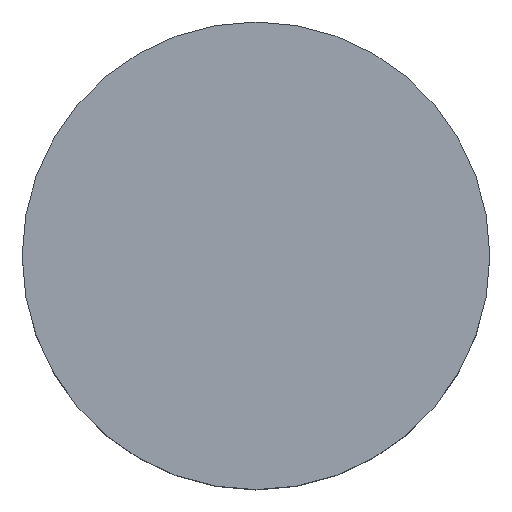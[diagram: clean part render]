
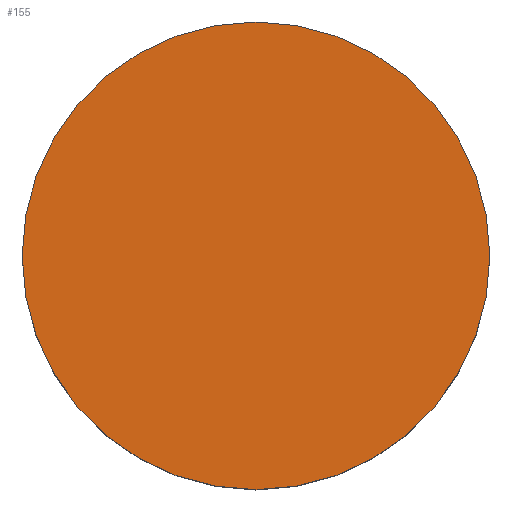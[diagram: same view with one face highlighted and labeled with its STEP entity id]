
A CAD part, top view. The second image highlights one B-rep face of the part: STEP entity #155.
In plain terms, the highlighted planar face has unit normal (0, 0, 1).
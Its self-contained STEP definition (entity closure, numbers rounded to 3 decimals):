
#1 = AXIS2_PLACEMENT_3D ( 'NONE', #16, #127, #154 ) ;
#3 = DIRECTION ( 'NONE',  ( 0., 0., 1. ) ) ;
#16 = CARTESIAN_POINT ( 'NONE',  ( 0., 0., 0. ) ) ;
#18 = CARTESIAN_POINT ( 'NONE',  ( 0., 0., 0. ) ) ;
#25 = DIRECTION ( 'NONE',  ( 1., 0., 0. ) ) ;
#28 = VERTEX_POINT ( 'NONE', #74 ) ;
#32 = AXIS2_PLACEMENT_3D ( 'NONE', #18, #3, #94 ) ;
#49 = AXIS2_PLACEMENT_3D ( 'NONE', #93, #108, #25 ) ;
#59 = ORIENTED_EDGE ( 'NONE', *, *, #124, .T. ) ;
#65 = FACE_OUTER_BOUND ( 'NONE', #136, .T. ) ;
#74 = CARTESIAN_POINT ( 'NONE',  ( -2.5, 0., 0. ) ) ;
#93 = CARTESIAN_POINT ( 'NONE',  ( 0., 0., 0. ) ) ;
#94 = DIRECTION ( 'NONE',  ( 1., 0., 0. ) ) ;
#96 = CIRCLE ( 'NONE', #32, 2.5 ) ;
#98 = EDGE_CURVE ( 'NONE', #28, #170, #118, .T. ) ;
#104 = CARTESIAN_POINT ( 'NONE',  ( 2.5, 0., 0. ) ) ;
#108 = DIRECTION ( 'NONE',  ( 0., 0., 1. ) ) ;
#118 = CIRCLE ( 'NONE', #49, 2.5 ) ;
#121 = PLANE ( 'NONE',  #1 ) ;
#124 = EDGE_CURVE ( 'NONE', #170, #28, #96, .T. ) ;
#127 = DIRECTION ( 'NONE',  ( 0., 0., 1. ) ) ;
#132 = ORIENTED_EDGE ( 'NONE', *, *, #98, .T. ) ;
#136 = EDGE_LOOP ( 'NONE', ( #59, #132 ) ) ;
#154 = DIRECTION ( 'NONE',  ( 1., 0., 0. ) ) ;
#155 = ADVANCED_FACE ( 'NONE', ( #65 ), #121, .T. ) ;
#170 = VERTEX_POINT ( 'NONE', #104 ) ;
